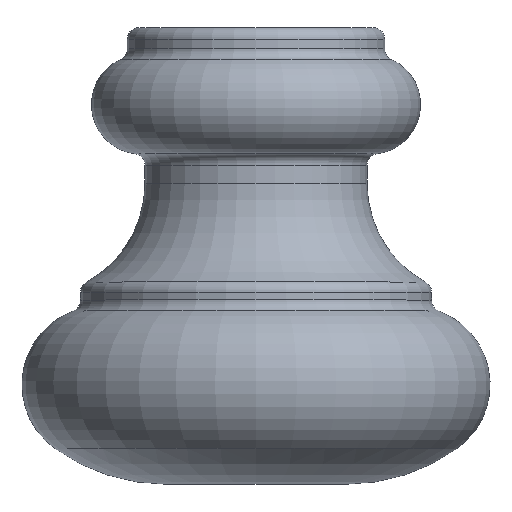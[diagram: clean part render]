
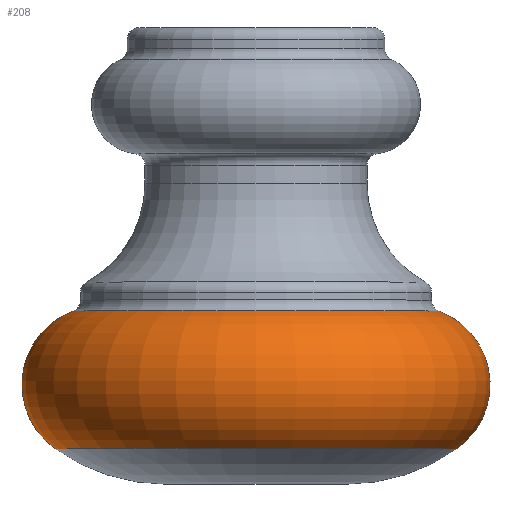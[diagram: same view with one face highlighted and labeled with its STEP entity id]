
A CAD part, top view. The second image highlights one B-rep face of the part: STEP entity #208.
In plain terms, the highlighted toroidal (fillet/blend) face has major radius 13.286 mm and minor radius 6.714 mm.
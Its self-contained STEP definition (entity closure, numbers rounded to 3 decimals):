
#22 = AXIS2_PLACEMENT_3D ( 'NONE', #384, #383, #267 ) ;
#47 = VERTEX_POINT ( 'NONE', #757 ) ;
#60 = EDGE_CURVE ( 'NONE', #47, #444, #622, .T. ) ;
#77 = AXIS2_PLACEMENT_3D ( 'NONE', #94, #91, #89 ) ;
#89 = DIRECTION ( 'NONE',  ( -1., 0., 0. ) ) ;
#91 = DIRECTION ( 'NONE',  ( 0., 0., -1. ) ) ;
#94 = CARTESIAN_POINT ( 'NONE',  ( -13.286, 8.509, 0. ) ) ;
#155 = VERTEX_POINT ( 'NONE', #410 ) ;
#208 = ADVANCED_FACE ( 'NONE', ( #574 ), #560, .T. ) ;
#224 = CIRCLE ( 'NONE', #77, 6.714 ) ;
#257 = AXIS2_PLACEMENT_3D ( 'NONE', #582, #490, #469 ) ;
#267 = DIRECTION ( 'NONE',  ( -1., 0., 0. ) ) ;
#335 = VERTEX_POINT ( 'NONE', #902 ) ;
#383 = DIRECTION ( 'NONE',  ( 0., 1., 0. ) ) ;
#384 = CARTESIAN_POINT ( 'NONE',  ( 0., 8.509, 0. ) ) ;
#397 = AXIS2_PLACEMENT_3D ( 'NONE', #636, #633, #623 ) ;
#404 = CIRCLE ( 'NONE', #496, 6.714 ) ;
#410 = CARTESIAN_POINT ( 'NONE',  ( 17.174, 3.036, 0. ) ) ;
#435 = CIRCLE ( 'NONE', #397, 17.174 ) ;
#444 = VERTEX_POINT ( 'NONE', #709 ) ;
#469 = DIRECTION ( 'NONE',  ( 1., 0., 0. ) ) ;
#488 = EDGE_CURVE ( 'NONE', #335, #155, #435, .T. ) ;
#490 = DIRECTION ( 'NONE',  ( 0., -1., 0. ) ) ;
#496 = AXIS2_PLACEMENT_3D ( 'NONE', #578, #569, #568 ) ;
#513 = EDGE_CURVE ( 'NONE', #155, #47, #404, .T. ) ;
#560 = TOROIDAL_SURFACE ( 'NONE', #22, 13.286, 6.714 ) ;
#565 = ORIENTED_EDGE ( 'NONE', *, *, #513, .T. ) ;
#568 = DIRECTION ( 'NONE',  ( 1., 0., 0. ) ) ;
#569 = DIRECTION ( 'NONE',  ( 0., 0., 1. ) ) ;
#574 = FACE_OUTER_BOUND ( 'NONE', #699, .T. ) ;
#578 = CARTESIAN_POINT ( 'NONE',  ( 13.286, 8.509, 0. ) ) ;
#580 = ORIENTED_EDGE ( 'NONE', *, *, #488, .T. ) ;
#582 = CARTESIAN_POINT ( 'NONE',  ( 0., 14.793, 0. ) ) ;
#596 = ORIENTED_EDGE ( 'NONE', *, *, #60, .T. ) ;
#622 = CIRCLE ( 'NONE', #257, 15.648 ) ;
#623 = DIRECTION ( 'NONE',  ( -1., 0., 0. ) ) ;
#633 = DIRECTION ( 'NONE',  ( 0., 1., 0. ) ) ;
#636 = CARTESIAN_POINT ( 'NONE',  ( 0., 3.036, 0. ) ) ;
#663 = ORIENTED_EDGE ( 'NONE', *, *, #881, .F. ) ;
#699 = EDGE_LOOP ( 'NONE', ( #580, #565, #596, #663 ) ) ;
#709 = CARTESIAN_POINT ( 'NONE',  ( -15.648, 14.793, 0. ) ) ;
#757 = CARTESIAN_POINT ( 'NONE',  ( 15.648, 14.793, 0. ) ) ;
#881 = EDGE_CURVE ( 'NONE', #335, #444, #224, .T. ) ;
#902 = CARTESIAN_POINT ( 'NONE',  ( -17.174, 3.036, 0. ) ) ;
